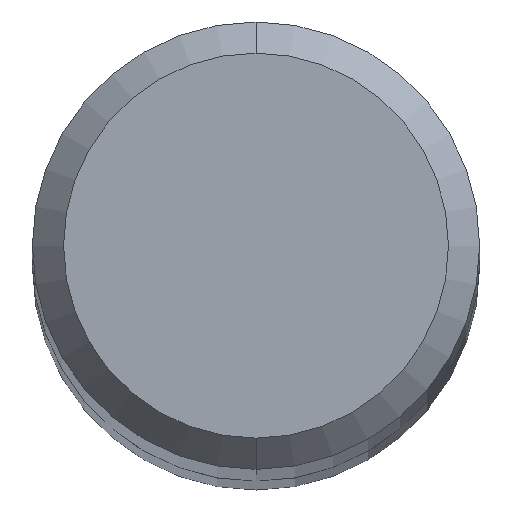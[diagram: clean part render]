
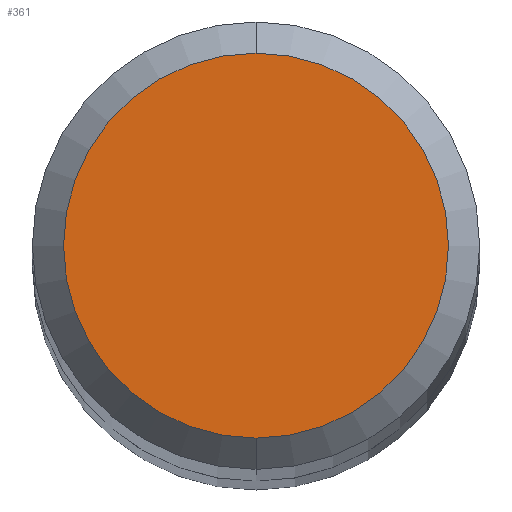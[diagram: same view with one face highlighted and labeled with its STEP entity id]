
A CAD part, top view. The second image highlights one B-rep face of the part: STEP entity #361.
In plain terms, the highlighted planar face has unit normal (0, 0, 1).
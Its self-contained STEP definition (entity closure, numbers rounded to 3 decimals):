
#177=EDGE_CURVE('',#415,#199,#455,.T.);
#199=VERTEX_POINT('',#479);
#361=ADVANCED_FACE('',(#658),#659,.T.);
#409=EDGE_CURVE('',#199,#415,#710,.T.);
#415=VERTEX_POINT('',#716);
#455=CIRCLE('',#754,1.85);
#479=CARTESIAN_POINT('',(0.,-1.85,0.0));
#658=FACE_OUTER_BOUND('',#1180,.T.);
#659=PLANE('',#1181);
#710=CIRCLE('',#1305,1.85);
#716=CARTESIAN_POINT('',(0.0,1.85,0.0));
#754=AXIS2_PLACEMENT_3D('',#1343,#1344,#1345);
#1180=EDGE_LOOP('',(#1572,#1573));
#1181=AXIS2_PLACEMENT_3D('',#1574,#1575,#1576);
#1305=AXIS2_PLACEMENT_3D('',#1622,#1623,#1624);
#1343=CARTESIAN_POINT('',(0.0,0.0,0.0));
#1344=DIRECTION('',(0.0,0.0,-1.0));
#1345=DIRECTION('',(0.0,1.0,0.0));
#1572=ORIENTED_EDGE('',*,*,#177,.F.);
#1573=ORIENTED_EDGE('',*,*,#409,.F.);
#1574=CARTESIAN_POINT('',(0.0,0.925,0.0));
#1575=DIRECTION('',(-0.0,0.0,1.0));
#1576=DIRECTION('',(0.0,-1.0,0.0));
#1622=CARTESIAN_POINT('',(0.0,0.0,0.0));
#1623=DIRECTION('',(0.0,0.0,-1.0));
#1624=DIRECTION('',(0.0,1.0,0.0));
